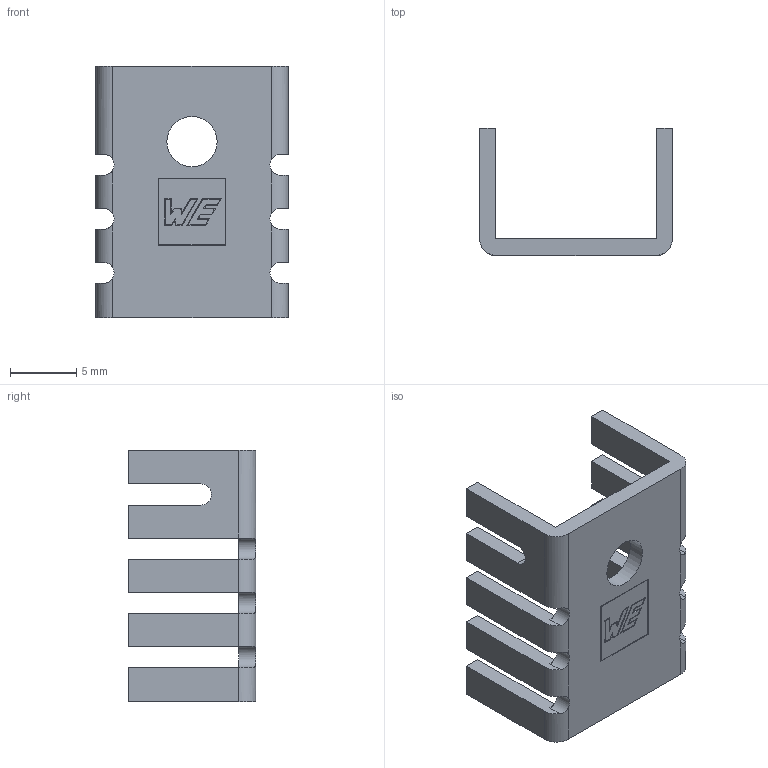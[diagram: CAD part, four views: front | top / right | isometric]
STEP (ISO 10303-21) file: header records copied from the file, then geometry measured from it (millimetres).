
FILE_DESCRIPTION(/* description */ ('Unknown'),/* implementation_level */ '2;1');
FILE_NAME(/* name */ '40902100191409',/* time_stamp */ '2025-07-23T14:47:48+02:00',/* author */ ('Unknown'),/* organization */ ('Unknown'),/* preprocessor_version */ 'ST-DEVELOPER v19.4',/* originating_system */ 'Solid Edge',/* authorisation */ 'Unknown');
FILE_SCHEMA (('AUTOMOTIVE_DESIGN {1 0 10303 214 3 1 1}'));
Length unit declared in the file: millimetre
Products named in the file (2): 40902100191409
Assembly tree (1 placements, depth 2):
  40902100191409
    40902100191409
Bounding box: 14.61 x 9.65 x 19.05 mm (x, y, z)
Volume: 583.4 mm3; surface area: 1237.2 mm2
Topology: 1 solids, 1 shells, 128 faces, 360 edges, 240 vertices
Faces by surface type: plane 110, cylinder 18
Full cylindrical faces by diameter (mm): 3.81 x1
Entity records: 5055 total; most frequent: CARTESIAN_POINT 792, ORIENTED_EDGE 720, DIRECTION 641, EDGE_CURVE 360, LINE 309, VECTOR 309, VERTEX_POINT 240, AXIS2_PLACEMENT_3D 166
